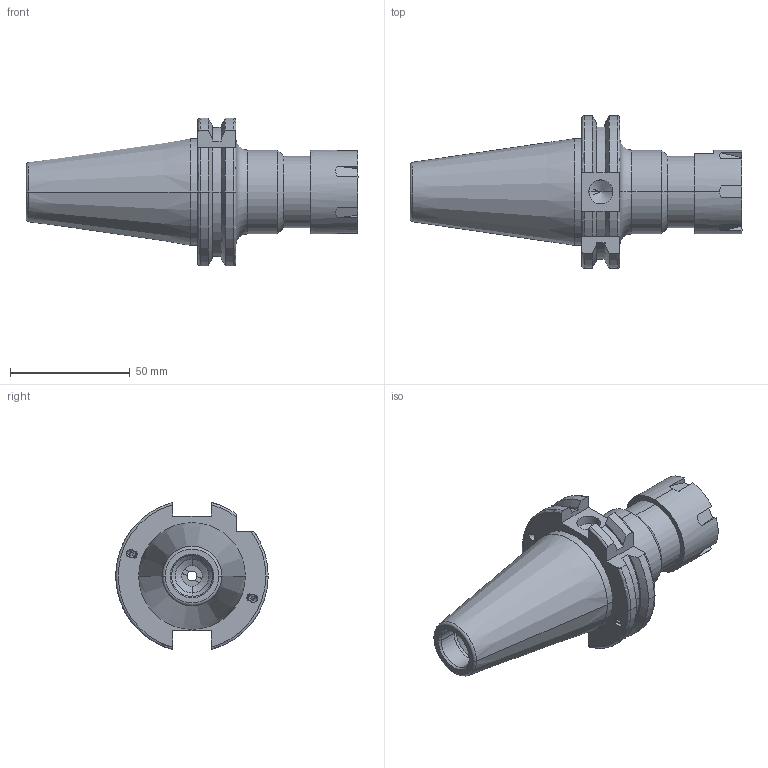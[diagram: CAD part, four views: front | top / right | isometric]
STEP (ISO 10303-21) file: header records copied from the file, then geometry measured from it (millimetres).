
FILE_DESCRIPTION (( 'STEP AP203' ), '1' );
FILE_NAME ('91406-ERM725070.STEP', '2015-10-23T07:58:20', ( '' ), ( '' ), 'SwSTEP 2.0', 'SolidWorks 2009', '' );
FILE_SCHEMA (( 'CONFIG_CONTROL_DESIGN' ));
Length unit declared in the file: millimetre
Products named in the file (5): SK40 CCH ER 25 070M F WW; FTNUTER25M; 91406-ERM725070; FTSCWM18X150; M4X4_DIN 913 - M4 x 4-N
Assembly tree (7 placements, depth 2):
  91406-ERM725070
    M4X4_DIN 913 - M4 x 4-N  x4
    SK40 CCH ER 25 070M F WW
    FTNUTER25M
    FTSCWM18X150
Bounding box: 138.4 x 63.55 x 61.48 mm (x, y, z)
Volume: 128626.6 mm3; surface area: 35029.9 mm2
Topology: 7 solids, 7 shells, 234 faces, 585 edges, 372 vertices
Faces by surface type: plane 102, cylinder 64, cone 54, torus 14
Entity records: 6619 total; most frequent: CARTESIAN_POINT 1360, DIRECTION 1010, ORIENTED_EDGE 974, EDGE_CURVE 487, AXIS2_PLACEMENT_3D 390, VERTEX_POINT 312, VECTOR 230, LINE 230
